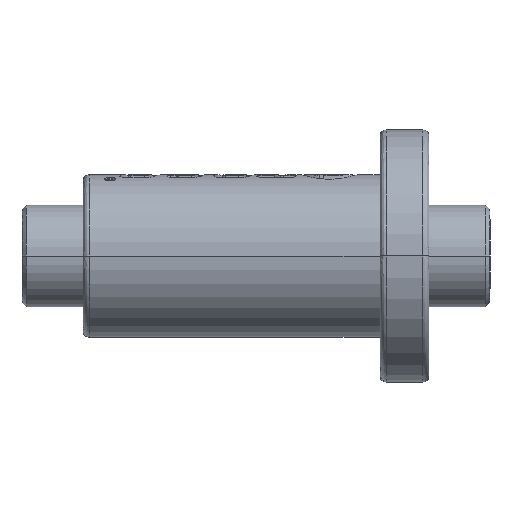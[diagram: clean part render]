
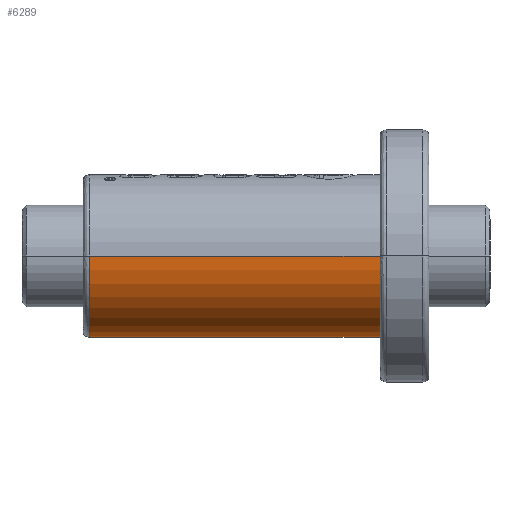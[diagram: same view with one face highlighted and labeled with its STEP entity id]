
A CAD part, front view. The second image highlights one B-rep face of the part: STEP entity #6289.
In plain terms, the highlighted cylindrical face has radius 20 mm (diameter 40 mm), a partial arc.
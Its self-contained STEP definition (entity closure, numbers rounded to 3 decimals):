
#80 = DIRECTION ( 'NONE',  ( 0., 1., 0. ) ) ;
#152 = DIRECTION ( 'NONE',  ( -1., 0., 0. ) ) ;
#1125 = CYLINDRICAL_SURFACE ( 'NONE', #5792, 20. ) ;
#1268 = CARTESIAN_POINT ( 'NONE',  ( -115., -20., 0. ) ) ;
#1912 = ORIENTED_EDGE ( 'NONE', *, *, #15167, .T. ) ;
#3256 = EDGE_CURVE ( 'NONE', #6374, #9058, #18434, .T. ) ;
#3338 = FACE_OUTER_BOUND ( 'NONE', #20714, .T. ) ;
#3826 = ORIENTED_EDGE ( 'NONE', *, *, #20397, .F. ) ;
#3839 = DIRECTION ( 'NONE',  ( 1., 0., 0. ) ) ;
#4307 = DIRECTION ( 'NONE',  ( 0., 1., 0. ) ) ;
#4390 = DIRECTION ( 'NONE',  ( 1., 0., 0. ) ) ;
#4643 = VECTOR ( 'NONE', #10138, 1000. ) ;
#5435 = VECTOR ( 'NONE', #3839, 1000. ) ;
#5792 = AXIS2_PLACEMENT_3D ( 'NONE', #11096, #4390, #4307 ) ;
#6289 = ADVANCED_FACE ( 'NONE', ( #3338 ), #1125, .T. ) ;
#6374 = VERTEX_POINT ( 'NONE', #8285 ) ;
#7043 = ORIENTED_EDGE ( 'NONE', *, *, #21293, .T. ) ;
#7795 = ORIENTED_EDGE ( 'NONE', *, *, #3256, .T. ) ;
#8285 = CARTESIAN_POINT ( 'NONE',  ( -27., 20., 0. ) ) ;
#9058 = VERTEX_POINT ( 'NONE', #13409 ) ;
#9327 = AXIS2_PLACEMENT_3D ( 'NONE', #17808, #152, #80 ) ;
#10138 = DIRECTION ( 'NONE',  ( 1., 0., 0. ) ) ;
#11096 = CARTESIAN_POINT ( 'NONE',  ( -115., 0., 0. ) ) ;
#11713 = AXIS2_PLACEMENT_3D ( 'NONE', #14286, #19471, #19704 ) ;
#11735 = VERTEX_POINT ( 'NONE', #21217 ) ;
#13409 = CARTESIAN_POINT ( 'NONE',  ( -27., -20., 0. ) ) ;
#14286 = CARTESIAN_POINT ( 'NONE',  ( -98.5, 0., 0. ) ) ;
#14889 = LINE ( 'NONE', #16401, #5435 ) ;
#15167 = EDGE_CURVE ( 'NONE', #11735, #16268, #19414, .T. ) ;
#15495 = LINE ( 'NONE', #1268, #4643 ) ;
#15817 = CARTESIAN_POINT ( 'NONE',  ( -98.5, 20., 0. ) ) ;
#16268 = VERTEX_POINT ( 'NONE', #15817 ) ;
#16401 = CARTESIAN_POINT ( 'NONE',  ( -115., 20., 0. ) ) ;
#17808 = CARTESIAN_POINT ( 'NONE',  ( -27., 0., 0. ) ) ;
#18434 = CIRCLE ( 'NONE', #9327, 20. ) ;
#19414 = CIRCLE ( 'NONE', #11713, 20. ) ;
#19471 = DIRECTION ( 'NONE',  ( 1., 0., 0. ) ) ;
#19704 = DIRECTION ( 'NONE',  ( 0., 1., 0. ) ) ;
#20397 = EDGE_CURVE ( 'NONE', #11735, #9058, #15495, .T. ) ;
#20714 = EDGE_LOOP ( 'NONE', ( #3826, #1912, #7043, #7795 ) ) ;
#21217 = CARTESIAN_POINT ( 'NONE',  ( -98.5, -20., 0. ) ) ;
#21293 = EDGE_CURVE ( 'NONE', #16268, #6374, #14889, .T. ) ;
